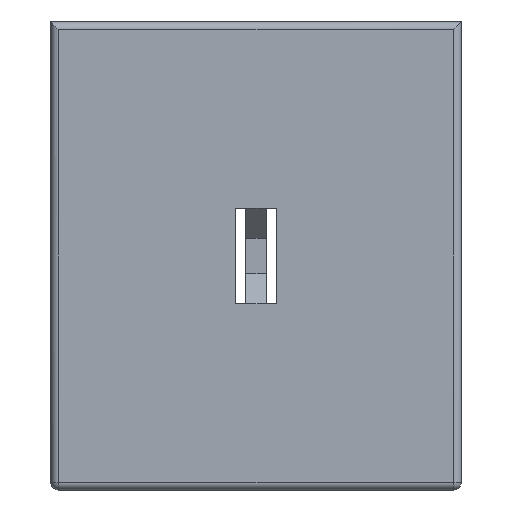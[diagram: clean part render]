
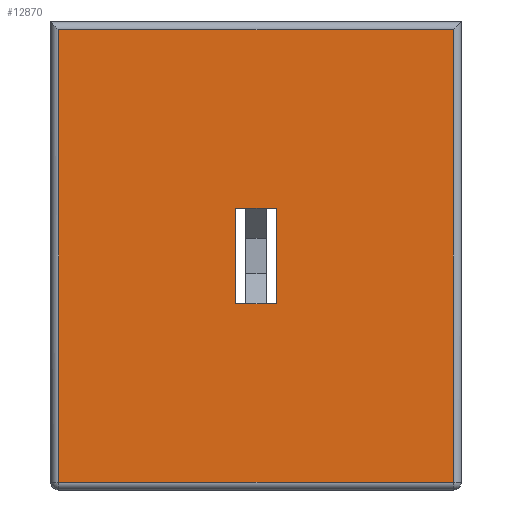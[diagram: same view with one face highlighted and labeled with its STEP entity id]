
A CAD part, left-side view. The second image highlights one B-rep face of the part: STEP entity #12870.
In plain terms, the highlighted planar face has unit normal (-1, 0, 0).
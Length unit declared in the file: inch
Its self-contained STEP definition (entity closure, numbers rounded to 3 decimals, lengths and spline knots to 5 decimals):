
#164 = ORIENTED_EDGE ( 'NONE', *, *, #5243, .F. ) ;
#245 = VECTOR ( 'NONE', #10706, 39.37008 ) ;
#273 = CARTESIAN_POINT ( 'NONE',  ( -9.56693, -0.2628, -0.61319 ) ) ;
#706 = LINE ( 'NONE', #3626, #13037 ) ;
#1195 = CARTESIAN_POINT ( 'NONE',  ( -9.56693, -0.2628, -0.61319 ) ) ;
#1316 = ORIENTED_EDGE ( 'NONE', *, *, #13507, .T. ) ;
#1385 = DIRECTION ( 'NONE',  ( 1., 0., 0. ) ) ;
#1521 = EDGE_CURVE ( 'NONE', #11690, #3878, #10768, .T. ) ;
#1648 = CARTESIAN_POINT ( 'NONE',  ( -9.56693, 2.52402, -2.89213 ) ) ;
#1677 = CARTESIAN_POINT ( 'NONE',  ( -9.56693, 2.62402, -2.89213 ) ) ;
#1772 = LINE ( 'NONE', #4431, #245 ) ;
#1868 = DIRECTION ( 'NONE',  ( 0., -1., 0. ) ) ;
#2250 = VECTOR ( 'NONE', #3566, 39.37008 ) ;
#2586 = PLANE ( 'NONE',  #6137 ) ;
#2691 = FACE_BOUND ( 'NONE', #6719, .T. ) ;
#2755 = ORIENTED_EDGE ( 'NONE', *, *, #10929, .T. ) ;
#3393 = ORIENTED_EDGE ( 'NONE', *, *, #3706, .T. ) ;
#3566 = DIRECTION ( 'NONE',  ( 0., 0., 1. ) ) ;
#3626 = CARTESIAN_POINT ( 'NONE',  ( -9.56693, -0.2628, -0.61319 ) ) ;
#3640 = VERTEX_POINT ( 'NONE', #9283 ) ;
#3706 = EDGE_CURVE ( 'NONE', #13407, #11457, #11911, .T. ) ;
#3796 = LINE ( 'NONE', #5803, #2250 ) ;
#3878 = VERTEX_POINT ( 'NONE', #12835 ) ;
#3879 = CARTESIAN_POINT ( 'NONE',  ( -9.56693, 2.62402, 2.89213 ) ) ;
#3898 = CARTESIAN_POINT ( 'NONE',  ( -9.56693, 0.1314, 0.61319 ) ) ;
#4292 = CARTESIAN_POINT ( 'NONE',  ( -9.56693, 0.1314, -0.61319 ) ) ;
#4431 = CARTESIAN_POINT ( 'NONE',  ( -9.56693, -0.2628, 0.61319 ) ) ;
#4515 = DIRECTION ( 'NONE',  ( 0., 0., 1. ) ) ;
#4647 = VECTOR ( 'NONE', #11532, 39.37008 ) ;
#4735 = DIRECTION ( 'NONE',  ( 0., -1., 0. ) ) ;
#4775 = LINE ( 'NONE', #5443, #10197 ) ;
#4886 = EDGE_CURVE ( 'NONE', #5126, #7224, #3796, .T. ) ;
#4925 = LINE ( 'NONE', #11847, #10645 ) ;
#5126 = VERTEX_POINT ( 'NONE', #9889 ) ;
#5149 = LINE ( 'NONE', #273, #13371 ) ;
#5243 = EDGE_CURVE ( 'NONE', #12242, #11177, #5149, .T. ) ;
#5355 = EDGE_LOOP ( 'NONE', ( #8301, #2755, #3393, #1316 ) ) ;
#5443 = CARTESIAN_POINT ( 'NONE',  ( -9.56693, -0.2628, 0.61319 ) ) ;
#5682 = DIRECTION ( 'NONE',  ( 0., 0., -1. ) ) ;
#5803 = CARTESIAN_POINT ( 'NONE',  ( -9.56693, -2.52402, 2.99213 ) ) ;
#5860 = DIRECTION ( 'NONE',  ( 0., -1., 0. ) ) ;
#5862 = EDGE_CURVE ( 'NONE', #13599, #3878, #4775, .T. ) ;
#5959 = VECTOR ( 'NONE', #5860, 39.37008 ) ;
#6119 = CARTESIAN_POINT ( 'NONE',  ( -9.56693, 2.52402, 2.89213 ) ) ;
#6137 = AXIS2_PLACEMENT_3D ( 'NONE', #10135, #1385, #5682 ) ;
#6719 = EDGE_LOOP ( 'NONE', ( #13477, #164, #12563, #7248, #10931, #7096, #10491, #8692 ) ) ;
#6896 = DIRECTION ( 'NONE',  ( 0., 0., -1. ) ) ;
#7096 = ORIENTED_EDGE ( 'NONE', *, *, #7755, .F. ) ;
#7224 = VERTEX_POINT ( 'NONE', #8578 ) ;
#7248 = ORIENTED_EDGE ( 'NONE', *, *, #10808, .F. ) ;
#7686 = CARTESIAN_POINT ( 'NONE',  ( -9.56693, -0.1314, -0.61319 ) ) ;
#7695 = LINE ( 'NONE', #3879, #4647 ) ;
#7755 = EDGE_CURVE ( 'NONE', #11690, #9629, #1772, .T. ) ;
#7810 = DIRECTION ( 'NONE',  ( 0., 0., -1. ) ) ;
#7928 = VECTOR ( 'NONE', #1868, 39.37008 ) ;
#7982 = VECTOR ( 'NONE', #6896, 39.37008 ) ;
#8301 = ORIENTED_EDGE ( 'NONE', *, *, #4886, .T. ) ;
#8498 = DIRECTION ( 'NONE',  ( 0., -1., 0. ) ) ;
#8578 = CARTESIAN_POINT ( 'NONE',  ( -9.56693, -2.52402, 2.89213 ) ) ;
#8655 = CARTESIAN_POINT ( 'NONE',  ( -9.56693, 0.1314, 0.61319 ) ) ;
#8692 = ORIENTED_EDGE ( 'NONE', *, *, #5862, .F. ) ;
#9150 = LINE ( 'NONE', #12187, #7982 ) ;
#9283 = CARTESIAN_POINT ( 'NONE',  ( -9.56693, 0.2628, -0.61319 ) ) ;
#9320 = FACE_OUTER_BOUND ( 'NONE', #5355, .T. ) ;
#9629 = VERTEX_POINT ( 'NONE', #12182 ) ;
#9889 = CARTESIAN_POINT ( 'NONE',  ( -9.56693, -2.52402, -2.89213 ) ) ;
#10135 = CARTESIAN_POINT ( 'NONE',  ( -9.56693, 2.62402, 2.99213 ) ) ;
#10172 = CARTESIAN_POINT ( 'NONE',  ( -9.56693, 0.1314, -0.61319 ) ) ;
#10191 = VERTEX_POINT ( 'NONE', #4292 ) ;
#10197 = VECTOR ( 'NONE', #12965, 39.37008 ) ;
#10214 = EDGE_CURVE ( 'NONE', #11177, #13599, #4925, .T. ) ;
#10491 = ORIENTED_EDGE ( 'NONE', *, *, #1521, .T. ) ;
#10645 = VECTOR ( 'NONE', #4515, 39.37008 ) ;
#10706 = DIRECTION ( 'NONE',  ( 0., 1., 0. ) ) ;
#10752 = VECTOR ( 'NONE', #7810, 39.37008 ) ;
#10768 = LINE ( 'NONE', #3898, #7928 ) ;
#10808 = EDGE_CURVE ( 'NONE', #3640, #10191, #706, .T. ) ;
#10829 = EDGE_CURVE ( 'NONE', #10191, #12242, #12150, .T. ) ;
#10929 = EDGE_CURVE ( 'NONE', #7224, #13407, #7695, .T. ) ;
#10931 = ORIENTED_EDGE ( 'NONE', *, *, #12882, .F. ) ;
#11177 = VERTEX_POINT ( 'NONE', #1195 ) ;
#11457 = VERTEX_POINT ( 'NONE', #1648 ) ;
#11532 = DIRECTION ( 'NONE',  ( 0., 1., 0. ) ) ;
#11690 = VERTEX_POINT ( 'NONE', #8655 ) ;
#11847 = CARTESIAN_POINT ( 'NONE',  ( -9.56693, -0.2628, 0.61319 ) ) ;
#11911 = LINE ( 'NONE', #12137, #10752 ) ;
#12137 = CARTESIAN_POINT ( 'NONE',  ( -9.56693, 2.52402, 2.99213 ) ) ;
#12150 = LINE ( 'NONE', #10172, #5959 ) ;
#12182 = CARTESIAN_POINT ( 'NONE',  ( -9.56693, 0.2628, 0.61319 ) ) ;
#12187 = CARTESIAN_POINT ( 'NONE',  ( -9.56693, 0.2628, 0.61319 ) ) ;
#12242 = VERTEX_POINT ( 'NONE', #7686 ) ;
#12446 = LINE ( 'NONE', #1677, #13463 ) ;
#12563 = ORIENTED_EDGE ( 'NONE', *, *, #10829, .F. ) ;
#12660 = CARTESIAN_POINT ( 'NONE',  ( -9.56693, -0.2628, 0.61319 ) ) ;
#12835 = CARTESIAN_POINT ( 'NONE',  ( -9.56693, -0.1314, 0.61319 ) ) ;
#12870 = ADVANCED_FACE ( 'NONE', ( #9320, #2691 ), #2586, .F. ) ;
#12882 = EDGE_CURVE ( 'NONE', #9629, #3640, #9150, .T. ) ;
#12965 = DIRECTION ( 'NONE',  ( 0., 1., 0. ) ) ;
#13037 = VECTOR ( 'NONE', #13409, 39.37008 ) ;
#13371 = VECTOR ( 'NONE', #4735, 39.37008 ) ;
#13407 = VERTEX_POINT ( 'NONE', #6119 ) ;
#13409 = DIRECTION ( 'NONE',  ( 0., -1., 0. ) ) ;
#13463 = VECTOR ( 'NONE', #8498, 39.37008 ) ;
#13477 = ORIENTED_EDGE ( 'NONE', *, *, #10214, .F. ) ;
#13507 = EDGE_CURVE ( 'NONE', #11457, #5126, #12446, .T. ) ;
#13599 = VERTEX_POINT ( 'NONE', #12660 ) ;
